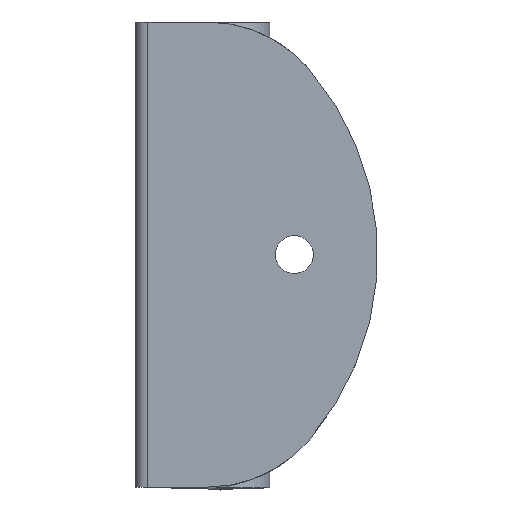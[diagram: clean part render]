
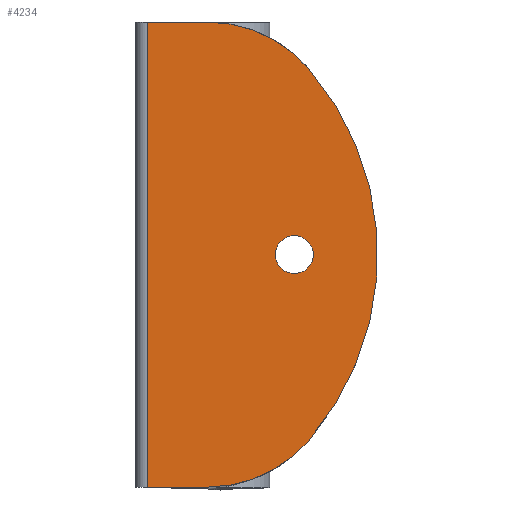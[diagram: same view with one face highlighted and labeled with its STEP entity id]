
A CAD part, top view. The second image highlights one B-rep face of the part: STEP entity #4234.
In plain terms, the highlighted planar face has unit normal (0, 0, 1).
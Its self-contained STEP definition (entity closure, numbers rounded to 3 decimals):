
#86=FACE_BOUND('',#687,.T.);
#137=PLANE('',#4631);
#419=FACE_OUTER_BOUND('',#686,.T.);
#686=EDGE_LOOP('',(#3625,#3626,#3627,#3628,#3629,#3630));
#687=EDGE_LOOP('',(#3631));
#835=CIRCLE('',#4569,1.55);
#860=CIRCLE('',#4613,11.);
#866=CIRCLE('',#4623,11.);
#869=CIRCLE('',#4627,23.308);
#1272=LINE('',#15969,#1506);
#1275=LINE('',#15976,#1509);
#1294=LINE('',#16080,#1528);
#1506=VECTOR('',#5463,1000.);
#1509=VECTOR('',#5468,1000.);
#1528=VECTOR('',#5543,1000.);
#1851=VERTEX_POINT('',#15852);
#1895=VERTEX_POINT('',#15966);
#1896=VERTEX_POINT('',#15968);
#1898=VERTEX_POINT('',#15973);
#1899=VERTEX_POINT('',#15975);
#1909=VERTEX_POINT('',#16016);
#1921=VERTEX_POINT('',#16053);
#2409=EDGE_CURVE('',#1851,#1851,#835,.T.);
#2465=EDGE_CURVE('',#1895,#1896,#1272,.T.);
#2468=EDGE_CURVE('',#1899,#1898,#1275,.T.);
#2483=EDGE_CURVE('',#1898,#1909,#860,.T.);
#2498=EDGE_CURVE('',#1921,#1896,#866,.T.);
#2503=EDGE_CURVE('',#1921,#1909,#869,.T.);
#2508=EDGE_CURVE('',#1895,#1899,#1294,.T.);
#3625=ORIENTED_EDGE('',*,*,#2468,.T.);
#3626=ORIENTED_EDGE('',*,*,#2483,.T.);
#3627=ORIENTED_EDGE('',*,*,#2503,.F.);
#3628=ORIENTED_EDGE('',*,*,#2498,.T.);
#3629=ORIENTED_EDGE('',*,*,#2465,.F.);
#3630=ORIENTED_EDGE('',*,*,#2508,.T.);
#3631=ORIENTED_EDGE('',*,*,#2409,.F.);
#4234=ADVANCED_FACE('',(#419,#86),#137,.F.);
#4569=AXIS2_PLACEMENT_3D('',#15853,#5358,#5359);
#4613=AXIS2_PLACEMENT_3D('',#16018,#5493,#5494);
#4623=AXIS2_PLACEMENT_3D('',#16054,#5521,#5522);
#4627=AXIS2_PLACEMENT_3D('',#16071,#5530,#5531);
#4631=AXIS2_PLACEMENT_3D('',#16079,#5541,#5542);
#5358=DIRECTION('center_axis',(0.,0.,1.));
#5359=DIRECTION('ref_axis',(1.,0.,0.));
#5463=DIRECTION('',(1.,0.,0.));
#5468=DIRECTION('',(1.,0.,0.));
#5493=DIRECTION('center_axis',(0.,0.,1.));
#5494=DIRECTION('ref_axis',(-1.,0.,0.));
#5521=DIRECTION('center_axis',(0.,0.,1.));
#5522=DIRECTION('ref_axis',(-1.,0.,0.));
#5530=DIRECTION('center_axis',(0.,0.,-1.));
#5531=DIRECTION('ref_axis',(-1.,0.,0.));
#5541=DIRECTION('center_axis',(0.,0.,-1.));
#5542=DIRECTION('ref_axis',(-1.,0.,0.));
#5543=DIRECTION('',(0.,-1.,0.));
#15852=CARTESIAN_POINT('',(11.45,19.,0.));
#15853=CARTESIAN_POINT('Origin',(13.,19.,0.));
#15966=CARTESIAN_POINT('',(1.,38.,0.));
#15968=CARTESIAN_POINT('',(5.853,38.,0.));
#15969=CARTESIAN_POINT('',(0.,38.,0.));
#15973=CARTESIAN_POINT('',(5.853,0.,0.));
#15975=CARTESIAN_POINT('',(1.,0.,0.));
#15976=CARTESIAN_POINT('',(13.,0.,0.));
#16016=CARTESIAN_POINT('',(14.212,3.85,0.));
#16018=CARTESIAN_POINT('Origin',(5.853,11.,0.));
#16053=CARTESIAN_POINT('',(14.212,34.15,0.));
#16054=CARTESIAN_POINT('Origin',(5.853,27.,0.));
#16071=CARTESIAN_POINT('Origin',(-3.5,19.,0.));
#16079=CARTESIAN_POINT('Origin',(13.,38.,0.));
#16080=CARTESIAN_POINT('',(1.,38.,0.));
